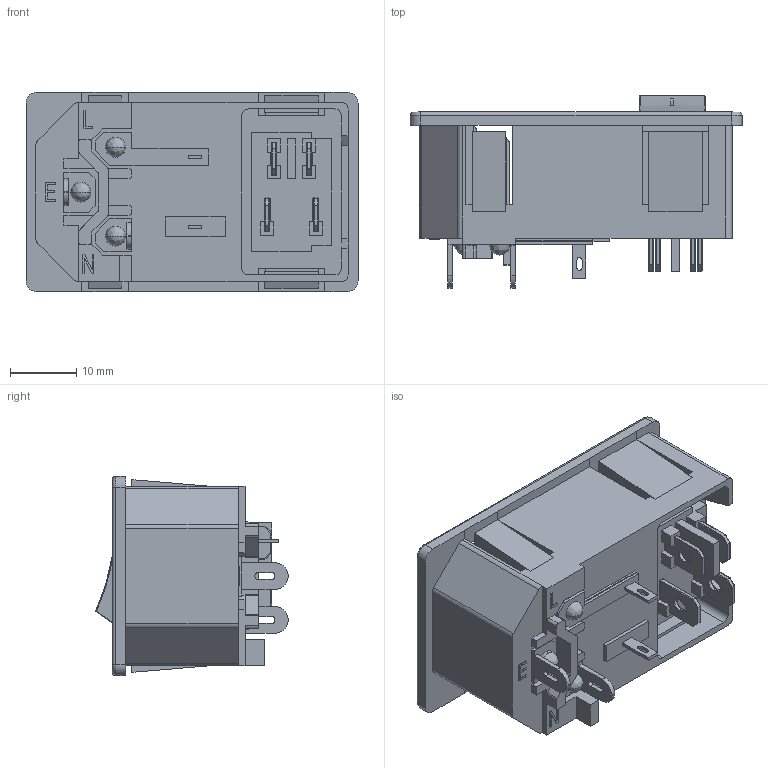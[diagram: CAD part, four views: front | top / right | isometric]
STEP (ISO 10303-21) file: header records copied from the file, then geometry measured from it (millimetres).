
FILE_DESCRIPTION (( 'STEP AP214' ), '1' );
FILE_NAME ('User Library-Socket outlet.STEP', '2012-06-04T08:31:09', ( 'sysAdmin' ), ( 'SolidWorks' ), 'SwSTEP 2.0', 'SolidWorks 2012', '' );
FILE_SCHEMA (( 'AUTOMOTIVE_DESIGN' ));
Length unit declared in the file: millimetre
Products named in the file (1): User Library-Socket outlet
Bounding box: 50 x 28.97 x 30 mm (x, y, z)
Volume: 15414.4 mm3; surface area: 10652.8 mm2
Topology: 3 solids, 3 shells, 596 faces, 1610 edges, 1033 vertices
Faces by surface type: plane 378, cylinder 178, bspline 40
Entity records: 23052 total; most frequent: CARTESIAN_POINT 5158, ORIENTED_EDGE 3206, DIRECTION 2854, EDGE_CURVE 1603, VECTOR 1240, LINE 1240, VERTEX_POINT 1033, AXIS2_PLACEMENT_3D 807
